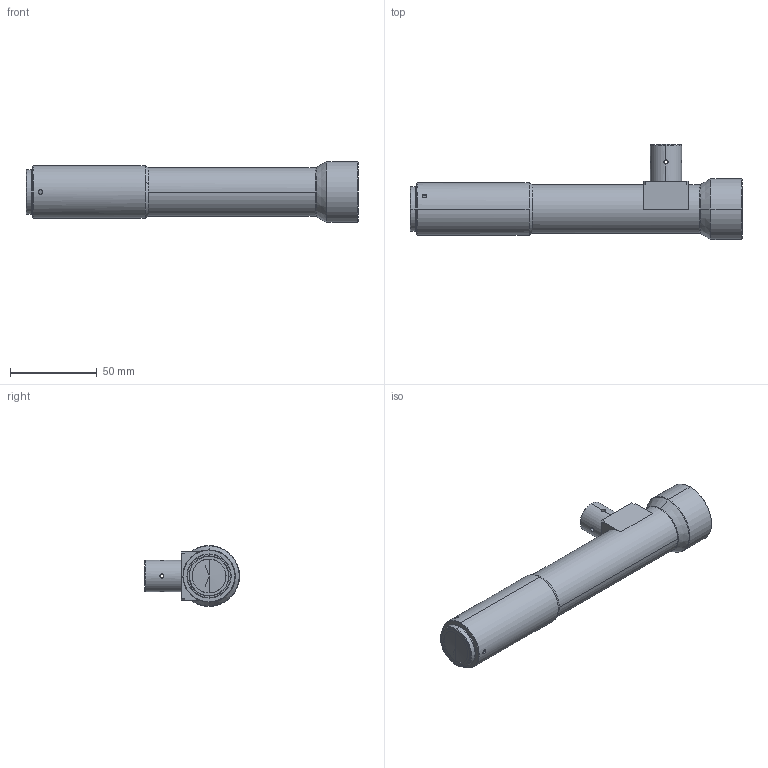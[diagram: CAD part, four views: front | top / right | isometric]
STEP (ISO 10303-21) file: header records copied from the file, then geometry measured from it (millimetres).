
FILE_DESCRIPTION (( 'STEP AP203' ), '1' );
FILE_NAME ('WWK40-100C-111.STEP', '2019-12-13T06:33:24', ( '' ), ( '' ), 'SwSTEP 2.0', 'SolidWorks 2017', '' );
FILE_SCHEMA (( 'CONFIG_CONTROL_DESIGN' ));
Length unit declared in the file: millimetre
Products named in the file (1): WWK40-100C-111
Bounding box: 190.86 x 54.6 x 35 mm (x, y, z)
Volume: 136837.6 mm3; surface area: 22525.7 mm2
Topology: 1 solids, 1 shells, 130 faces, 314 edges, 191 vertices
Faces by surface type: cylinder 60, cone 36, plane 30, bspline 4
Entity records: 4328 total; most frequent: CARTESIAN_POINT 1258, DIRECTION 641, ORIENTED_EDGE 604, EDGE_CURVE 302, AXIS2_PLACEMENT_3D 254, VERTEX_POINT 191, EDGE_LOOP 155, LINE 133
